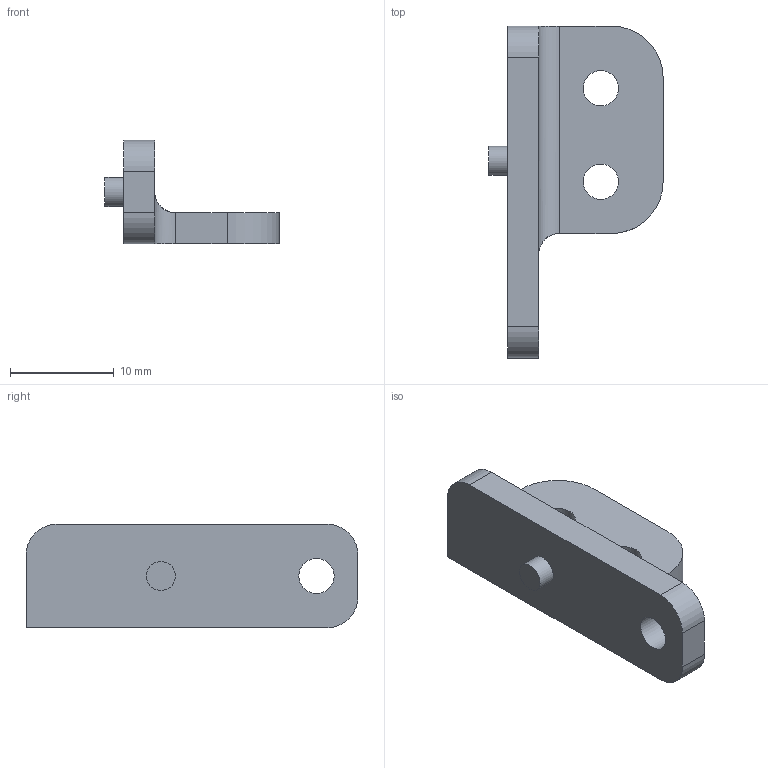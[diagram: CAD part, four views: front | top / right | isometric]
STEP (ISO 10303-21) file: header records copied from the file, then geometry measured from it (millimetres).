
FILE_DESCRIPTION(('FreeCAD Model'),'2;1');
FILE_NAME('lr_DualX_XSensorMount.step', '2019-12-08T21:25:31',('Author'),(''), 'Open CASCADE STEP processor 7.2','FreeCAD','Unknown');
FILE_SCHEMA(('AUTOMOTIVE_DESIGN { 1 0 10303 214 1 1 1 1 }'));
Length unit declared in the file: millimetre
Products named in the file (1): lr_DualX_XSensorMount
Bounding box: 16.8 x 32 x 10 mm (x, y, z)
Volume: 1580.3 mm3; surface area: 1426.5 mm2
Topology: 1 solids, 1 shells, 21 faces, 53 edges, 35 vertices
Faces by surface type: cylinder 11, plane 10
Full cylindrical faces by diameter (mm): 2.8 x1, 3.4 x3
Entity records: 1419 total; most frequent: CARTESIAN_POINT 322, DIRECTION 207, LINE 116, VECTOR 116, ORIENTED_EDGE 106, PCURVE 106, DEFINITIONAL_REPRESENTATION 106, EDGE_CURVE 53
